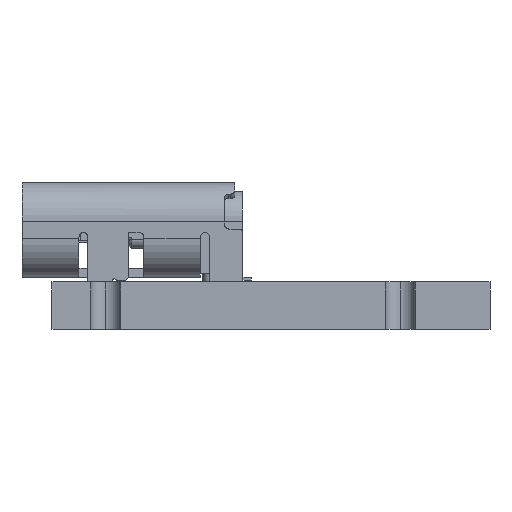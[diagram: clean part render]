
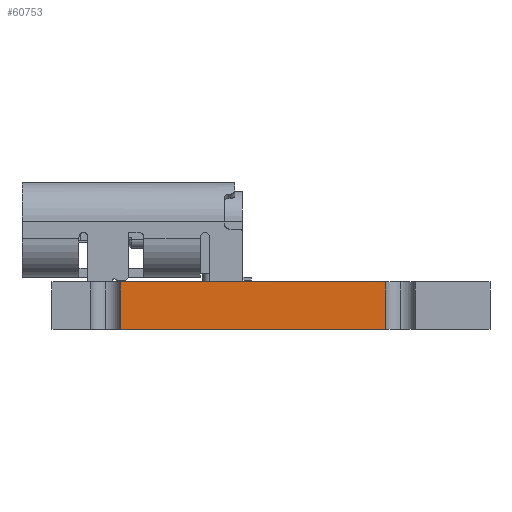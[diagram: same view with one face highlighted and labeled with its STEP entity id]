
A CAD part, left-side view. The second image highlights one B-rep face of the part: STEP entity #60753.
In plain terms, the highlighted planar face has unit normal (-1, 0, 0).
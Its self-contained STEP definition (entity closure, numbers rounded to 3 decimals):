
#57559 = PLANE('',#57560);
#57560 = AXIS2_PLACEMENT_3D('',#57561,#57562,#57563);
#57561 = CARTESIAN_POINT('',(133.515,-92.228,0.));
#57562 = DIRECTION('',(-0.,-0.,-1.));
#57563 = DIRECTION('',(-1.,0.,0.));
#57615 = PLANE('',#57616);
#57616 = AXIS2_PLACEMENT_3D('',#57617,#57618,#57619);
#57617 = CARTESIAN_POINT('',(133.515,-92.228,1.58));
#57618 = DIRECTION('',(-0.,-0.,-1.));
#57619 = DIRECTION('',(-1.,0.,0.));
#57979 = VERTEX_POINT('',#57980);
#57980 = CARTESIAN_POINT('',(127.165,-96.03,0.));
#57999 = CYLINDRICAL_SURFACE('',#58000,0.5);
#58000 = AXIS2_PLACEMENT_3D('',#58001,#58002,#58003);
#58001 = CARTESIAN_POINT('',(127.163,-96.53,-0.79));
#58002 = DIRECTION('',(0.,0.,1.));
#58003 = DIRECTION('',(1.,0.,-0.));
#58011 = EDGE_CURVE('',#57979,#58012,#58014,.T.);
#58012 = VERTEX_POINT('',#58013);
#58013 = CARTESIAN_POINT('',(127.165,-87.212,0.));
#58014 = SURFACE_CURVE('',#58015,(#58019,#58026),.PCURVE_S1.);
#58015 = LINE('',#58016,#58017);
#58016 = CARTESIAN_POINT('',(127.165,-99.53,0.));
#58017 = VECTOR('',#58018,1.);
#58018 = DIRECTION('',(0.,1.,0.));
#58019 = PCURVE('',#57559,#58020);
#58020 = DEFINITIONAL_REPRESENTATION('',(#58021),#58025);
#58021 = LINE('',#58022,#58023);
#58022 = CARTESIAN_POINT('',(6.35,-7.303));
#58023 = VECTOR('',#58024,1.);
#58024 = DIRECTION('',(0.,1.));
#58025 = ( GEOMETRIC_REPRESENTATION_CONTEXT(2) 
PARAMETRIC_REPRESENTATION_CONTEXT() REPRESENTATION_CONTEXT('2D SPACE',''
  ) );
#58026 = PCURVE('',#58027,#58032);
#58027 = PLANE('',#58028);
#58028 = AXIS2_PLACEMENT_3D('',#58029,#58030,#58031);
#58029 = CARTESIAN_POINT('',(127.165,-99.53,0.));
#58030 = DIRECTION('',(-1.,0.,0.));
#58031 = DIRECTION('',(0.,1.,0.));
#58032 = DEFINITIONAL_REPRESENTATION('',(#58033),#58037);
#58033 = LINE('',#58034,#58035);
#58034 = CARTESIAN_POINT('',(0.,0.));
#58035 = VECTOR('',#58036,1.);
#58036 = DIRECTION('',(1.,0.));
#58037 = ( GEOMETRIC_REPRESENTATION_CONTEXT(2) 
PARAMETRIC_REPRESENTATION_CONTEXT() REPRESENTATION_CONTEXT('2D SPACE',''
  ) );
#58060 = CYLINDRICAL_SURFACE('',#58061,0.5);
#58061 = AXIS2_PLACEMENT_3D('',#58062,#58063,#58064);
#58062 = CARTESIAN_POINT('',(127.166,-86.712,-0.79));
#58063 = DIRECTION('',(0.,0.,1.));
#58064 = DIRECTION('',(1.,0.,-0.));
#59475 = VERTEX_POINT('',#59476);
#59476 = CARTESIAN_POINT('',(127.165,-96.03,1.58));
#59502 = EDGE_CURVE('',#59475,#59503,#59505,.T.);
#59503 = VERTEX_POINT('',#59504);
#59504 = CARTESIAN_POINT('',(127.165,-87.212,1.58));
#59505 = SURFACE_CURVE('',#59506,(#59510,#59517),.PCURVE_S1.);
#59506 = LINE('',#59507,#59508);
#59507 = CARTESIAN_POINT('',(127.165,-99.53,1.58));
#59508 = VECTOR('',#59509,1.);
#59509 = DIRECTION('',(0.,1.,0.));
#59510 = PCURVE('',#57615,#59511);
#59511 = DEFINITIONAL_REPRESENTATION('',(#59512),#59516);
#59512 = LINE('',#59513,#59514);
#59513 = CARTESIAN_POINT('',(6.35,-7.303));
#59514 = VECTOR('',#59515,1.);
#59515 = DIRECTION('',(0.,1.));
#59516 = ( GEOMETRIC_REPRESENTATION_CONTEXT(2) 
PARAMETRIC_REPRESENTATION_CONTEXT() REPRESENTATION_CONTEXT('2D SPACE',''
  ) );
#59517 = PCURVE('',#58027,#59518);
#59518 = DEFINITIONAL_REPRESENTATION('',(#59519),#59523);
#59519 = LINE('',#59520,#59521);
#59520 = CARTESIAN_POINT('',(0.,-1.58));
#59521 = VECTOR('',#59522,1.);
#59522 = DIRECTION('',(1.,0.));
#59523 = ( GEOMETRIC_REPRESENTATION_CONTEXT(2) 
PARAMETRIC_REPRESENTATION_CONTEXT() REPRESENTATION_CONTEXT('2D SPACE',''
  ) );
#60734 = EDGE_CURVE('',#58012,#59503,#60735,.T.);
#60735 = SURFACE_CURVE('',#60736,(#60740,#60746),.PCURVE_S1.);
#60736 = LINE('',#60737,#60738);
#60737 = CARTESIAN_POINT('',(127.165,-87.212,-0.79));
#60738 = VECTOR('',#60739,1.);
#60739 = DIRECTION('',(0.,0.,1.));
#60740 = PCURVE('',#58060,#60741);
#60741 = DEFINITIONAL_REPRESENTATION('',(#60742),#60745);
#60742 = B_SPLINE_CURVE_WITH_KNOTS('',1,(#60743,#60744),.UNSPECIFIED.,
  .F.,.F.,(2,2),(0.632,2.528),.PIECEWISE_BEZIER_KNOTS.);
#60743 = CARTESIAN_POINT('',(4.71,0.632));
#60744 = CARTESIAN_POINT('',(4.71,2.528));
#60745 = ( GEOMETRIC_REPRESENTATION_CONTEXT(2) 
PARAMETRIC_REPRESENTATION_CONTEXT() REPRESENTATION_CONTEXT('2D SPACE',''
  ) );
#60746 = PCURVE('',#58027,#60747);
#60747 = DEFINITIONAL_REPRESENTATION('',(#60748),#60751);
#60748 = B_SPLINE_CURVE_WITH_KNOTS('',1,(#60749,#60750),.UNSPECIFIED.,
  .F.,.F.,(2,2),(0.632,2.528),.PIECEWISE_BEZIER_KNOTS.);
#60749 = CARTESIAN_POINT('',(12.318,0.158));
#60750 = CARTESIAN_POINT('',(12.318,-1.738));
#60751 = ( GEOMETRIC_REPRESENTATION_CONTEXT(2) 
PARAMETRIC_REPRESENTATION_CONTEXT() REPRESENTATION_CONTEXT('2D SPACE',''
  ) );
#60753 = ADVANCED_FACE('',(#60754),#58027,.T.);
#60754 = FACE_BOUND('',#60755,.T.);
#60755 = EDGE_LOOP('',(#60756,#60757,#60776,#60777));
#60756 = ORIENTED_EDGE('',*,*,#58011,.F.);
#60757 = ORIENTED_EDGE('',*,*,#60758,.T.);
#60758 = EDGE_CURVE('',#57979,#59475,#60759,.T.);
#60759 = SURFACE_CURVE('',#60760,(#60764,#60770),.PCURVE_S1.);
#60760 = LINE('',#60761,#60762);
#60761 = CARTESIAN_POINT('',(127.165,-96.03,-0.79));
#60762 = VECTOR('',#60763,1.);
#60763 = DIRECTION('',(0.,0.,1.));
#60764 = PCURVE('',#58027,#60765);
#60765 = DEFINITIONAL_REPRESENTATION('',(#60766),#60769);
#60766 = B_SPLINE_CURVE_WITH_KNOTS('',1,(#60767,#60768),.UNSPECIFIED.,
  .F.,.F.,(2,2),(0.632,2.528),.PIECEWISE_BEZIER_KNOTS.);
#60767 = CARTESIAN_POINT('',(3.5,0.158));
#60768 = CARTESIAN_POINT('',(3.5,-1.738));
#60769 = ( GEOMETRIC_REPRESENTATION_CONTEXT(2) 
PARAMETRIC_REPRESENTATION_CONTEXT() REPRESENTATION_CONTEXT('2D SPACE',''
  ) );
#60770 = PCURVE('',#57999,#60771);
#60771 = DEFINITIONAL_REPRESENTATION('',(#60772),#60775);
#60772 = B_SPLINE_CURVE_WITH_KNOTS('',1,(#60773,#60774),.UNSPECIFIED.,
  .F.,.F.,(2,2),(0.632,2.528),.PIECEWISE_BEZIER_KNOTS.);
#60773 = CARTESIAN_POINT('',(1.567,0.632));
#60774 = CARTESIAN_POINT('',(1.567,2.528));
#60775 = ( GEOMETRIC_REPRESENTATION_CONTEXT(2) 
PARAMETRIC_REPRESENTATION_CONTEXT() REPRESENTATION_CONTEXT('2D SPACE',''
  ) );
#60776 = ORIENTED_EDGE('',*,*,#59502,.T.);
#60777 = ORIENTED_EDGE('',*,*,#60734,.F.);
